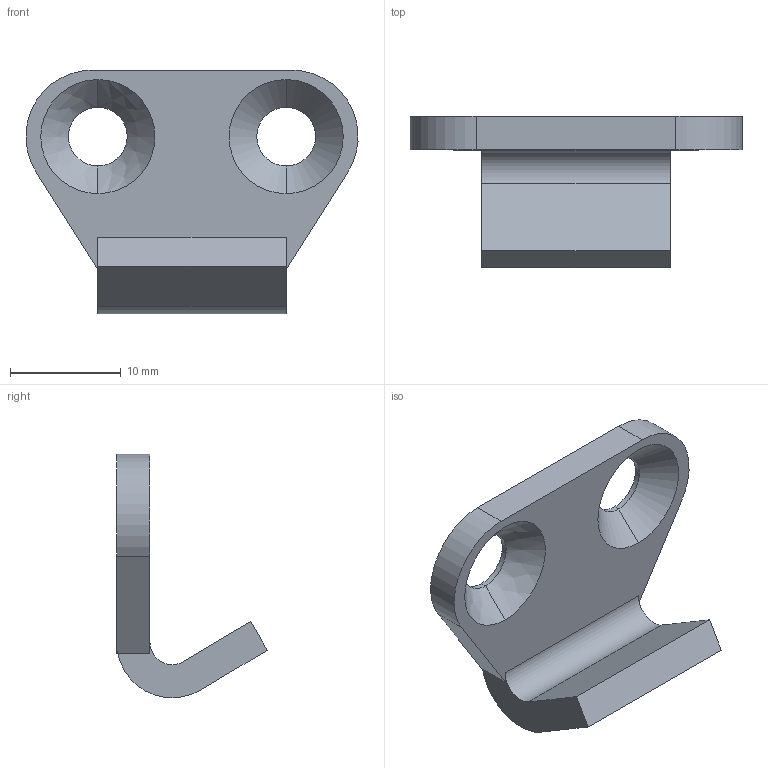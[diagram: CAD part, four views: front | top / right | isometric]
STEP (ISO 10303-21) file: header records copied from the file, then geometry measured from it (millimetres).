
FILE_DESCRIPTION( (''), '2;1');
FILE_NAME ('PC002.13132.TL-450SUS-K_11140.stp','2025-08-25T10:52:55',(''),(''),'spGate 19.8.4 (****-****-****-****)','','');
FILE_SCHEMA (('AUTOMOTIVE_DESIGN'));
Length unit declared in the file: millimetre
Bounding box: 29.97 x 13.6 x 22 mm (x, y, z)
Volume: 1787 mm3; surface area: 1675.6 mm2
Topology: 1 solids, 1 shells, 24 faces, 60 edges, 38 vertices
Faces by surface type: plane 12, cylinder 8, bspline 4
Entity records: 1239 total; most frequent: CARTESIAN_POINT 166, ORIENTED_EDGE 120, DIRECTION 114, COLOUR_RGB 85, PRESENTATION_STYLE_ASSIGNMENT 85, STYLED_ITEM 85, EDGE_CURVE 60, DRAUGHTING_PRE_DEFINED_CURVE_FONT 60
